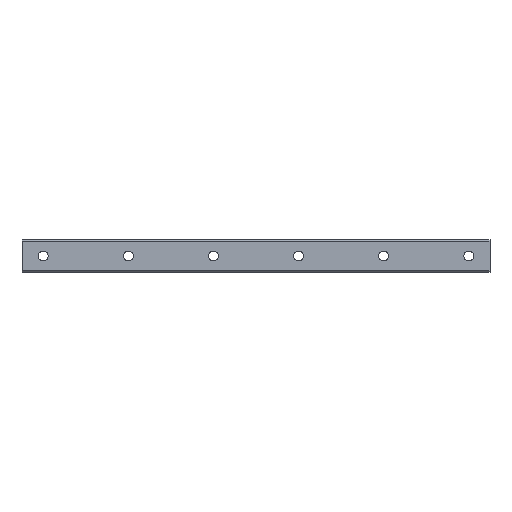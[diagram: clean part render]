
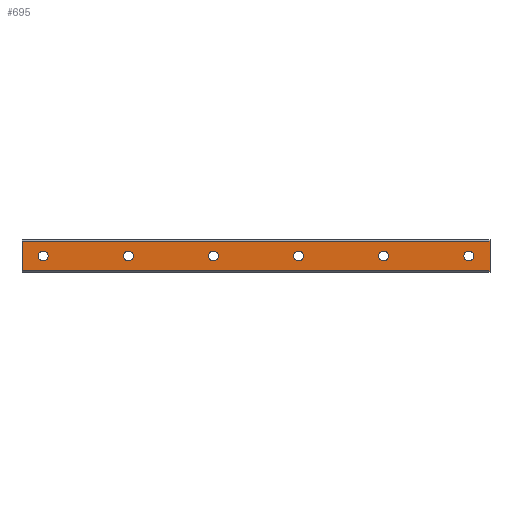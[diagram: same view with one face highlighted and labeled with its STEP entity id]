
A CAD part, front view. The second image highlights one B-rep face of the part: STEP entity #695.
In plain terms, the highlighted planar face has unit normal (0, -1, 0).
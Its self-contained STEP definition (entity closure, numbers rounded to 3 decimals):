
#20 = CIRCLE ( 'NONE', #705, 3.5 ) ;
#51 = EDGE_CURVE ( 'NONE', #1608, #2375, #20, .T. ) ;
#61 = CARTESIAN_POINT ( 'NONE',  ( 315., 0., -10.286 ) ) ;
#65 = EDGE_LOOP ( 'NONE', ( #816, #1179 ) ) ;
#79 = ORIENTED_EDGE ( 'NONE', *, *, #1491, .F. ) ;
#80 = CARTESIAN_POINT ( 'NONE',  ( -15., 0., 10.286 ) ) ;
#119 = DIRECTION ( 'NONE',  ( 0., 1., 0. ) ) ;
#129 = CIRCLE ( 'NONE', #863, 3.5 ) ;
#142 = EDGE_CURVE ( 'NONE', #1113, #1340, #1287, .T. ) ;
#146 = CARTESIAN_POINT ( 'NONE',  ( 300., 0., -3.5 ) ) ;
#166 = EDGE_CURVE ( 'NONE', #2198, #451, #1460, .T. ) ;
#173 = VECTOR ( 'NONE', #1985, 1000. ) ;
#197 = EDGE_LOOP ( 'NONE', ( #79, #492 ) ) ;
#257 = EDGE_CURVE ( 'NONE', #791, #1358, #516, .T. ) ;
#259 = ORIENTED_EDGE ( 'NONE', *, *, #1271, .F. ) ;
#261 = DIRECTION ( 'NONE',  ( 0., -1., 0. ) ) ;
#287 = EDGE_CURVE ( 'NONE', #2375, #1608, #484, .T. ) ;
#303 = EDGE_LOOP ( 'NONE', ( #631, #977 ) ) ;
#323 = AXIS2_PLACEMENT_3D ( 'NONE', #939, #1471, #755 ) ;
#334 = CARTESIAN_POINT ( 'NONE',  ( 120., 0., 0. ) ) ;
#335 = FACE_OUTER_BOUND ( 'NONE', #1731, .T. ) ;
#341 = CARTESIAN_POINT ( 'NONE',  ( 240., 0., 3.5 ) ) ;
#348 = CARTESIAN_POINT ( 'NONE',  ( 60., 0., 0. ) ) ;
#349 = ORIENTED_EDGE ( 'NONE', *, *, #620, .F. ) ;
#409 = DIRECTION ( 'NONE',  ( 0., -1., 0. ) ) ;
#426 = EDGE_LOOP ( 'NONE', ( #349, #985 ) ) ;
#444 = AXIS2_PLACEMENT_3D ( 'NONE', #2194, #2206, #890 ) ;
#451 = VERTEX_POINT ( 'NONE', #870 ) ;
#484 = CIRCLE ( 'NONE', #1492, 3.5 ) ;
#490 = CARTESIAN_POINT ( 'NONE',  ( 300., 0., 0. ) ) ;
#492 = ORIENTED_EDGE ( 'NONE', *, *, #142, .F. ) ;
#499 = CARTESIAN_POINT ( 'NONE',  ( 315., 0., 10.286 ) ) ;
#516 = CIRCLE ( 'NONE', #323, 3.5 ) ;
#519 = LINE ( 'NONE', #499, #173 ) ;
#539 = CARTESIAN_POINT ( 'NONE',  ( 60., 0., -3.5 ) ) ;
#550 = ORIENTED_EDGE ( 'NONE', *, *, #2057, .F. ) ;
#562 = DIRECTION ( 'NONE',  ( 0., 0., 1. ) ) ;
#579 = CIRCLE ( 'NONE', #1870, 3.5 ) ;
#596 = VERTEX_POINT ( 'NONE', #1384 ) ;
#617 = ORIENTED_EDGE ( 'NONE', *, *, #991, .F. ) ;
#618 = AXIS2_PLACEMENT_3D ( 'NONE', #490, #905, #744 ) ;
#620 = EDGE_CURVE ( 'NONE', #1637, #2060, #749, .T. ) ;
#623 = AXIS2_PLACEMENT_3D ( 'NONE', #2262, #409, #1947 ) ;
#629 = VECTOR ( 'NONE', #1838, 1000. ) ;
#631 = ORIENTED_EDGE ( 'NONE', *, *, #2317, .F. ) ;
#635 = VERTEX_POINT ( 'NONE', #1652 ) ;
#638 = EDGE_CURVE ( 'NONE', #596, #992, #1331, .T. ) ;
#651 = FACE_BOUND ( 'NONE', #1237, .T. ) ;
#670 = VERTEX_POINT ( 'NONE', #539 ) ;
#677 = FACE_BOUND ( 'NONE', #303, .T. ) ;
#695 = ADVANCED_FACE ( 'NONE', ( #335, #1047, #677, #871, #1823, #1619, #651 ), #2182, .F. ) ;
#705 = AXIS2_PLACEMENT_3D ( 'NONE', #819, #832, #1960 ) ;
#744 = DIRECTION ( 'NONE',  ( 0., 0., 1. ) ) ;
#749 = CIRCLE ( 'NONE', #444, 3.5 ) ;
#755 = DIRECTION ( 'NONE',  ( 0., 0., 1. ) ) ;
#784 = EDGE_CURVE ( 'NONE', #825, #2198, #519, .T. ) ;
#791 = VERTEX_POINT ( 'NONE', #146 ) ;
#816 = ORIENTED_EDGE ( 'NONE', *, *, #51, .F. ) ;
#818 = VECTOR ( 'NONE', #1844, 1000. ) ;
#819 = CARTESIAN_POINT ( 'NONE',  ( 180., 0., 0. ) ) ;
#825 = VERTEX_POINT ( 'NONE', #1396 ) ;
#827 = CARTESIAN_POINT ( 'NONE',  ( 0., 0., 3.5 ) ) ;
#832 = DIRECTION ( 'NONE',  ( 0., -1., 0. ) ) ;
#835 = CARTESIAN_POINT ( 'NONE',  ( 180., 0., 3.5 ) ) ;
#837 = ORIENTED_EDGE ( 'NONE', *, *, #638, .F. ) ;
#863 = AXIS2_PLACEMENT_3D ( 'NONE', #348, #885, #2022 ) ;
#870 = CARTESIAN_POINT ( 'NONE',  ( -15., 0., -10.286 ) ) ;
#871 = FACE_BOUND ( 'NONE', #197, .T. ) ;
#882 = DIRECTION ( 'NONE',  ( 0., 0., 1. ) ) ;
#885 = DIRECTION ( 'NONE',  ( 0., -1., 0. ) ) ;
#890 = DIRECTION ( 'NONE',  ( 0., 0., 1. ) ) ;
#905 = DIRECTION ( 'NONE',  ( 0., -1., 0. ) ) ;
#931 = EDGE_CURVE ( 'NONE', #2060, #1637, #2118, .T. ) ;
#936 = CARTESIAN_POINT ( 'NONE',  ( 180., 0., -3.5 ) ) ;
#939 = CARTESIAN_POINT ( 'NONE',  ( 300., 0., 0. ) ) ;
#977 = ORIENTED_EDGE ( 'NONE', *, *, #257, .F. ) ;
#985 = ORIENTED_EDGE ( 'NONE', *, *, #931, .F. ) ;
#991 = EDGE_CURVE ( 'NONE', #451, #635, #1887, .T. ) ;
#992 = VERTEX_POINT ( 'NONE', #1148 ) ;
#1006 = CIRCLE ( 'NONE', #618, 3.5 ) ;
#1022 = ORIENTED_EDGE ( 'NONE', *, *, #784, .F. ) ;
#1047 = FACE_BOUND ( 'NONE', #426, .T. ) ;
#1113 = VERTEX_POINT ( 'NONE', #2265 ) ;
#1114 = CARTESIAN_POINT ( 'NONE',  ( 315., 0., -10.286 ) ) ;
#1148 = CARTESIAN_POINT ( 'NONE',  ( 120., 0., 3.5 ) ) ;
#1179 = ORIENTED_EDGE ( 'NONE', *, *, #287, .F. ) ;
#1196 = CARTESIAN_POINT ( 'NONE',  ( 60., 0., 0. ) ) ;
#1215 = AXIS2_PLACEMENT_3D ( 'NONE', #1973, #119, #882 ) ;
#1237 = EDGE_LOOP ( 'NONE', ( #550, #2095 ) ) ;
#1250 = AXIS2_PLACEMENT_3D ( 'NONE', #334, #1264, #1629 ) ;
#1264 = DIRECTION ( 'NONE',  ( 0., -1., 0. ) ) ;
#1271 = EDGE_CURVE ( 'NONE', #635, #825, #2049, .T. ) ;
#1287 = CIRCLE ( 'NONE', #1325, 3.5 ) ;
#1304 = CARTESIAN_POINT ( 'NONE',  ( 180., 0., 0. ) ) ;
#1318 = EDGE_LOOP ( 'NONE', ( #1513, #837 ) ) ;
#1325 = AXIS2_PLACEMENT_3D ( 'NONE', #1933, #261, #1405 ) ;
#1331 = CIRCLE ( 'NONE', #1250, 3.5 ) ;
#1340 = VERTEX_POINT ( 'NONE', #341 ) ;
#1358 = VERTEX_POINT ( 'NONE', #1668 ) ;
#1384 = CARTESIAN_POINT ( 'NONE',  ( 120., 0., -3.5 ) ) ;
#1396 = CARTESIAN_POINT ( 'NONE',  ( 315., 0., 10.286 ) ) ;
#1405 = DIRECTION ( 'NONE',  ( 0., 0., 1. ) ) ;
#1436 = CARTESIAN_POINT ( 'NONE',  ( 60., 0., 3.5 ) ) ;
#1445 = CARTESIAN_POINT ( 'NONE',  ( 120., 0., 0. ) ) ;
#1460 = LINE ( 'NONE', #1114, #629 ) ;
#1471 = DIRECTION ( 'NONE',  ( 0., -1., 0. ) ) ;
#1478 = CARTESIAN_POINT ( 'NONE',  ( 0., 0., 0. ) ) ;
#1491 = EDGE_CURVE ( 'NONE', #1340, #1113, #1911, .T. ) ;
#1492 = AXIS2_PLACEMENT_3D ( 'NONE', #1304, #2235, #1656 ) ;
#1513 = ORIENTED_EDGE ( 'NONE', *, *, #2224, .F. ) ;
#1566 = DIRECTION ( 'NONE',  ( 0., 0., 1. ) ) ;
#1607 = VECTOR ( 'NONE', #1566, 1000. ) ;
#1608 = VERTEX_POINT ( 'NONE', #835 ) ;
#1619 = FACE_BOUND ( 'NONE', #1318, .T. ) ;
#1629 = DIRECTION ( 'NONE',  ( 0., 0., 1. ) ) ;
#1631 = DIRECTION ( 'NONE',  ( 0., 0., 1. ) ) ;
#1637 = VERTEX_POINT ( 'NONE', #827 ) ;
#1652 = CARTESIAN_POINT ( 'NONE',  ( -15., 0., 10.286 ) ) ;
#1656 = DIRECTION ( 'NONE',  ( 0., 0., 1. ) ) ;
#1668 = CARTESIAN_POINT ( 'NONE',  ( 300., 0., 3.5 ) ) ;
#1707 = DIRECTION ( 'NONE',  ( 0., 0., 1. ) ) ;
#1731 = EDGE_LOOP ( 'NONE', ( #1842, #1022, #259, #617 ) ) ;
#1737 = DIRECTION ( 'NONE',  ( 0., -1., 0. ) ) ;
#1771 = VERTEX_POINT ( 'NONE', #1436 ) ;
#1790 = EDGE_CURVE ( 'NONE', #670, #1771, #129, .T. ) ;
#1797 = CIRCLE ( 'NONE', #2110, 3.5 ) ;
#1823 = FACE_BOUND ( 'NONE', #65, .T. ) ;
#1838 = DIRECTION ( 'NONE',  ( -1., 0., 0. ) ) ;
#1842 = ORIENTED_EDGE ( 'NONE', *, *, #166, .F. ) ;
#1844 = DIRECTION ( 'NONE',  ( 1., 0., 0. ) ) ;
#1870 = AXIS2_PLACEMENT_3D ( 'NONE', #1196, #1737, #1707 ) ;
#1887 = LINE ( 'NONE', #80, #1607 ) ;
#1911 = CIRCLE ( 'NONE', #623, 3.5 ) ;
#1933 = CARTESIAN_POINT ( 'NONE',  ( 240., 0., 0. ) ) ;
#1947 = DIRECTION ( 'NONE',  ( 0., 0., 1. ) ) ;
#1960 = DIRECTION ( 'NONE',  ( 0., 0., 1. ) ) ;
#1973 = CARTESIAN_POINT ( 'NONE',  ( 315., 0., 10.286 ) ) ;
#1985 = DIRECTION ( 'NONE',  ( 0., 0., -1. ) ) ;
#2003 = AXIS2_PLACEMENT_3D ( 'NONE', #1478, #2389, #562 ) ;
#2022 = DIRECTION ( 'NONE',  ( 0., 0., 1. ) ) ;
#2049 = LINE ( 'NONE', #2402, #818 ) ;
#2057 = EDGE_CURVE ( 'NONE', #1771, #670, #579, .T. ) ;
#2060 = VERTEX_POINT ( 'NONE', #2124 ) ;
#2095 = ORIENTED_EDGE ( 'NONE', *, *, #1790, .F. ) ;
#2110 = AXIS2_PLACEMENT_3D ( 'NONE', #1445, #2378, #1631 ) ;
#2118 = CIRCLE ( 'NONE', #2003, 3.5 ) ;
#2124 = CARTESIAN_POINT ( 'NONE',  ( 0., 0., -3.5 ) ) ;
#2182 = PLANE ( 'NONE',  #1215 ) ;
#2194 = CARTESIAN_POINT ( 'NONE',  ( 0., 0., 0. ) ) ;
#2198 = VERTEX_POINT ( 'NONE', #61 ) ;
#2206 = DIRECTION ( 'NONE',  ( 0., -1., 0. ) ) ;
#2224 = EDGE_CURVE ( 'NONE', #992, #596, #1797, .T. ) ;
#2235 = DIRECTION ( 'NONE',  ( 0., -1., 0. ) ) ;
#2262 = CARTESIAN_POINT ( 'NONE',  ( 240., 0., 0. ) ) ;
#2265 = CARTESIAN_POINT ( 'NONE',  ( 240., 0., -3.5 ) ) ;
#2317 = EDGE_CURVE ( 'NONE', #1358, #791, #1006, .T. ) ;
#2375 = VERTEX_POINT ( 'NONE', #936 ) ;
#2378 = DIRECTION ( 'NONE',  ( 0., -1., 0. ) ) ;
#2389 = DIRECTION ( 'NONE',  ( 0., -1., 0. ) ) ;
#2402 = CARTESIAN_POINT ( 'NONE',  ( 315., 0., 10.286 ) ) ;
